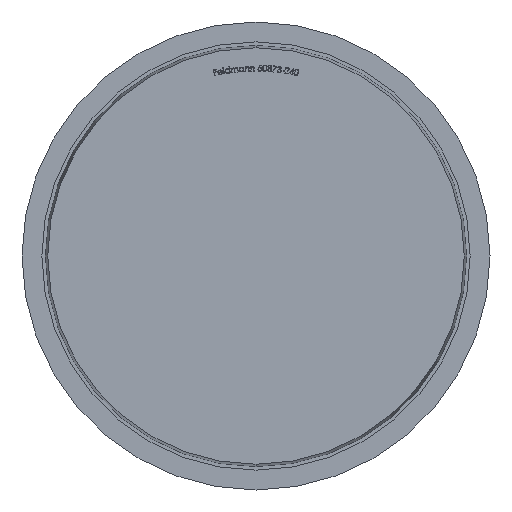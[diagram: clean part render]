
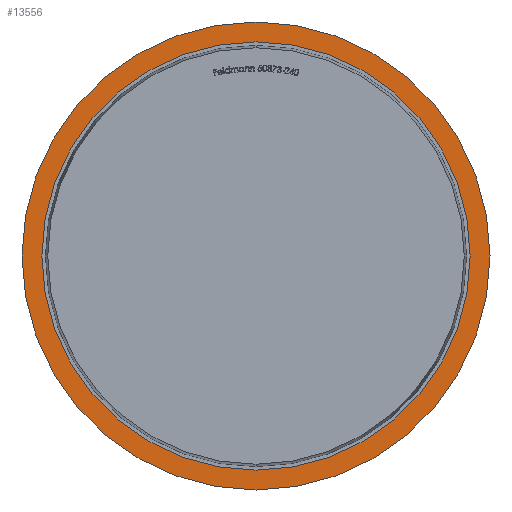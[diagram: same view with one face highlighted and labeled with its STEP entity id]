
A CAD part, front view. The second image highlights one B-rep face of the part: STEP entity #13556.
In plain terms, the highlighted planar face has unit normal (0, -1, 0).
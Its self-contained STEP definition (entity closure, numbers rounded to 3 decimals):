
#330 = EDGE_LOOP ( 'NONE', ( #5317, #2055 ) ) ;
#423 = AXIS2_PLACEMENT_3D ( 'NONE', #2891, #2935, #10262 ) ;
#456 = CARTESIAN_POINT ( 'NONE',  ( 0., 4.5, -20. ) ) ;
#730 = DIRECTION ( 'NONE',  ( 0., -1., 0. ) ) ;
#821 = CARTESIAN_POINT ( 'NONE',  ( 0., 4.5, 0. ) ) ;
#865 = DIRECTION ( 'NONE',  ( 0., 0., 1. ) ) ;
#1666 = ORIENTED_EDGE ( 'NONE', *, *, #10655, .T. ) ;
#2055 = ORIENTED_EDGE ( 'NONE', *, *, #8028, .F. ) ;
#2807 = EDGE_LOOP ( 'NONE', ( #1666, #10824 ) ) ;
#2891 = CARTESIAN_POINT ( 'NONE',  ( 0., 4.5, 0. ) ) ;
#2935 = DIRECTION ( 'NONE',  ( 0., 1., 0. ) ) ;
#3786 = AXIS2_PLACEMENT_3D ( 'NONE', #10528, #6428, #5295 ) ;
#3933 = FACE_BOUND ( 'NONE', #2807, .T. ) ;
#5067 = VERTEX_POINT ( 'NONE', #12319 ) ;
#5213 = CARTESIAN_POINT ( 'NONE',  ( 0., 4.5, -18. ) ) ;
#5233 = CIRCLE ( 'NONE', #3786, 20. ) ;
#5295 = DIRECTION ( 'NONE',  ( 0., 0., 1. ) ) ;
#5317 = ORIENTED_EDGE ( 'NONE', *, *, #6899, .F. ) ;
#5541 = DIRECTION ( 'NONE',  ( 0., 1., 0. ) ) ;
#6332 = AXIS2_PLACEMENT_3D ( 'NONE', #821, #13447, #865 ) ;
#6428 = DIRECTION ( 'NONE',  ( 0., 1., 0. ) ) ;
#6618 = DIRECTION ( 'NONE',  ( 0., 0., 1. ) ) ;
#6899 = EDGE_CURVE ( 'NONE', #5067, #9086, #10526, .T. ) ;
#7256 = CIRCLE ( 'NONE', #6332, 18. ) ;
#8028 = EDGE_CURVE ( 'NONE', #9086, #5067, #5233, .T. ) ;
#8207 = DIRECTION ( 'NONE',  ( 0., 0., -1. ) ) ;
#8888 = FACE_OUTER_BOUND ( 'NONE', #330, .T. ) ;
#9036 = AXIS2_PLACEMENT_3D ( 'NONE', #11268, #730, #8207 ) ;
#9086 = VERTEX_POINT ( 'NONE', #456 ) ;
#9220 = PLANE ( 'NONE',  #9036 ) ;
#9247 = AXIS2_PLACEMENT_3D ( 'NONE', #11822, #5541, #6618 ) ;
#9855 = VERTEX_POINT ( 'NONE', #5213 ) ;
#10262 = DIRECTION ( 'NONE',  ( 0., 0., 1. ) ) ;
#10334 = CIRCLE ( 'NONE', #423, 18. ) ;
#10526 = CIRCLE ( 'NONE', #9247, 20. ) ;
#10528 = CARTESIAN_POINT ( 'NONE',  ( 0., 4.5, 0. ) ) ;
#10655 = EDGE_CURVE ( 'NONE', #9855, #12287, #7256, .T. ) ;
#10824 = ORIENTED_EDGE ( 'NONE', *, *, #13458, .T. ) ;
#11268 = CARTESIAN_POINT ( 'NONE',  ( 0., 4.5, 0. ) ) ;
#11360 = CARTESIAN_POINT ( 'NONE',  ( 0., 4.5, 18. ) ) ;
#11822 = CARTESIAN_POINT ( 'NONE',  ( 0., 4.5, 0. ) ) ;
#12287 = VERTEX_POINT ( 'NONE', #11360 ) ;
#12319 = CARTESIAN_POINT ( 'NONE',  ( 0., 4.5, 20. ) ) ;
#13447 = DIRECTION ( 'NONE',  ( 0., 1., 0. ) ) ;
#13458 = EDGE_CURVE ( 'NONE', #12287, #9855, #10334, .T. ) ;
#13556 = ADVANCED_FACE ( 'NONE', ( #3933, #8888 ), #9220, .T. ) ;
